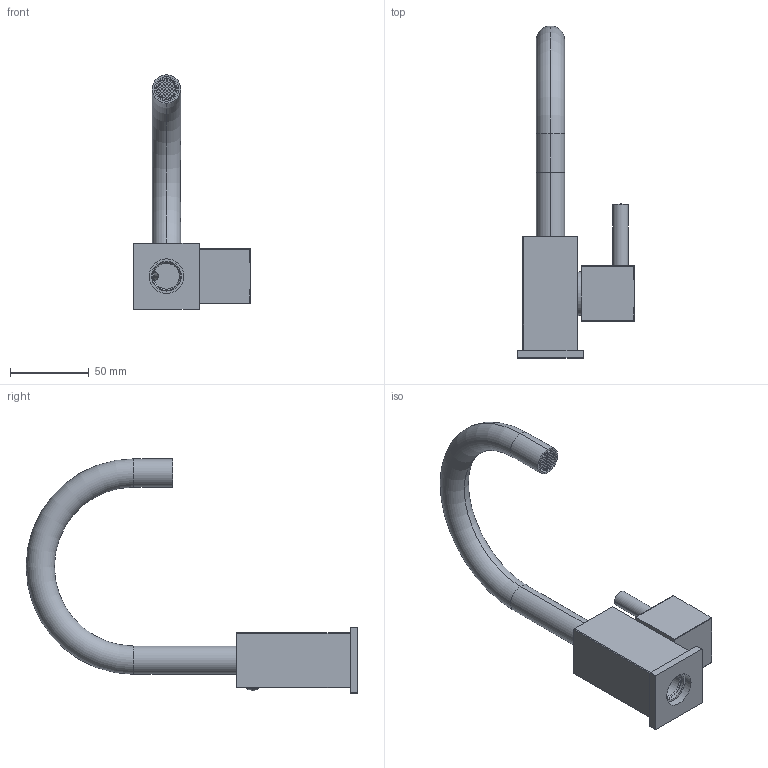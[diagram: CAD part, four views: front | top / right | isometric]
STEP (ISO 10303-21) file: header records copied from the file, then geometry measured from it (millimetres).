
FILE_DESCRIPTION((''),'2;1');
FILE_NAME('LEA091CR','2021-11-03T12:48:04',('ut3'),('PAFFONI SpA'),'CREO PARAMETRIC BY PTC INC, 2020044','CREO PARAMETRIC BY PTC INC, 2020044','');
FILE_SCHEMA(('CONFIG_CONTROL_DESIGN','SHAPE_APPEARANCE_LAYERS_GROUPS'));
Length unit declared in the file: millimetre
Products named in the file (1): LEA091CR
Bounding box: 74.49 x 211.1 x 149.1 mm (x, y, z)
Volume: 145388.4 mm3; surface area: 64762.5 mm2
Topology: 2 solids, 2 shells, 508 faces, 1431 edges, 926 vertices
Faces by surface type: cylinder 326, plane 118, cone 52, torus 8, sphere 4
Entity records: 25590 total; most frequent: CARTESIAN_POINT 8314, ORIENTED_EDGE 2834, DIRECTION 2827, EDGE_CURVE 1417, AXIS2_PLACEMENT_3D 1142, VERTEX_POINT 926, EDGE_LOOP 741, CIRCLE 634
